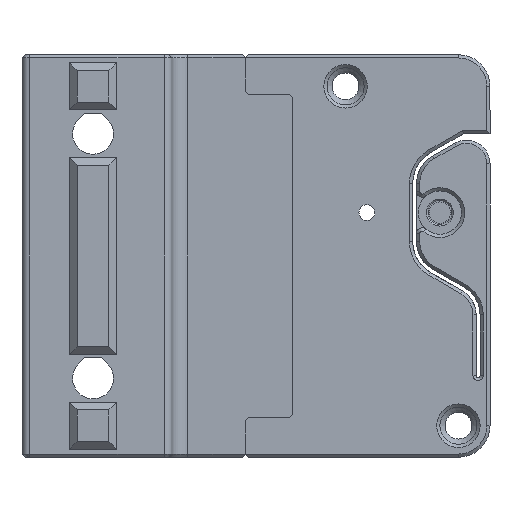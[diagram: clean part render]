
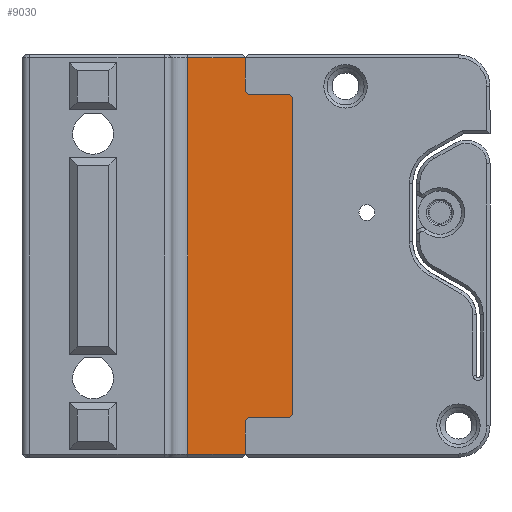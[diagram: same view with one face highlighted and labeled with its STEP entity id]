
A CAD part, front view. The second image highlights one B-rep face of the part: STEP entity #9030.
In plain terms, the highlighted planar face has unit normal (0, -1, 0).
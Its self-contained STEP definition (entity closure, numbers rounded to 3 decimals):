
#447=FACE_OUTER_BOUND('',#974,.T.);
#974=EDGE_LOOP('',(#6377,#6378,#6379,#6380,#6381,#6382,#6383,#6384,#6385,
#6386,#6387,#6388));
#1573=LINE('',#13434,#2533);
#1621=LINE('',#13543,#2581);
#1658=LINE('',#13638,#2618);
#1659=LINE('',#13641,#2619);
#1660=LINE('',#13643,#2620);
#1661=LINE('',#13645,#2621);
#1662=LINE('',#13647,#2622);
#1663=LINE('',#13649,#2623);
#1664=LINE('',#13651,#2624);
#1665=LINE('',#13653,#2625);
#1666=LINE('',#13655,#2626);
#1667=LINE('',#13656,#2627);
#2533=VECTOR('',#10661,10.);
#2581=VECTOR('',#10749,10.);
#2618=VECTOR('',#10858,10.);
#2619=VECTOR('',#10861,10.);
#2620=VECTOR('',#10862,10.);
#2621=VECTOR('',#10863,10.);
#2622=VECTOR('',#10864,10.);
#2623=VECTOR('',#10865,10.);
#2624=VECTOR('',#10866,10.);
#2625=VECTOR('',#10867,10.);
#2626=VECTOR('',#10868,10.);
#2627=VECTOR('',#10869,10.);
#3768=VERTEX_POINT('',#13369);
#3784=VERTEX_POINT('',#13427);
#3825=VERTEX_POINT('',#13541);
#3826=VERTEX_POINT('',#13542);
#3849=VERTEX_POINT('',#13640);
#3850=VERTEX_POINT('',#13642);
#3851=VERTEX_POINT('',#13644);
#3852=VERTEX_POINT('',#13646);
#3853=VERTEX_POINT('',#13648);
#3854=VERTEX_POINT('',#13650);
#3855=VERTEX_POINT('',#13652);
#3856=VERTEX_POINT('',#13654);
#4698=EDGE_CURVE('',#3784,#3768,#1573,.T.);
#4752=EDGE_CURVE('',#3825,#3826,#1621,.T.);
#4801=EDGE_CURVE('',#3826,#3784,#1658,.T.);
#4802=EDGE_CURVE('',#3825,#3849,#1659,.T.);
#4803=EDGE_CURVE('',#3850,#3849,#1660,.T.);
#4804=EDGE_CURVE('',#3850,#3851,#1661,.T.);
#4805=EDGE_CURVE('',#3852,#3851,#1662,.T.);
#4806=EDGE_CURVE('',#3852,#3853,#1663,.T.);
#4807=EDGE_CURVE('',#3854,#3853,#1664,.T.);
#4808=EDGE_CURVE('',#3854,#3855,#1665,.T.);
#4809=EDGE_CURVE('',#3856,#3855,#1666,.T.);
#4810=EDGE_CURVE('',#3856,#3768,#1667,.T.);
#6377=ORIENTED_EDGE('',*,*,#4698,.F.);
#6378=ORIENTED_EDGE('',*,*,#4801,.F.);
#6379=ORIENTED_EDGE('',*,*,#4752,.F.);
#6380=ORIENTED_EDGE('',*,*,#4802,.T.);
#6381=ORIENTED_EDGE('',*,*,#4803,.F.);
#6382=ORIENTED_EDGE('',*,*,#4804,.T.);
#6383=ORIENTED_EDGE('',*,*,#4805,.F.);
#6384=ORIENTED_EDGE('',*,*,#4806,.T.);
#6385=ORIENTED_EDGE('',*,*,#4807,.F.);
#6386=ORIENTED_EDGE('',*,*,#4808,.T.);
#6387=ORIENTED_EDGE('',*,*,#4809,.F.);
#6388=ORIENTED_EDGE('',*,*,#4810,.T.);
#8663=PLANE('',#9633);
#9030=ADVANCED_FACE('',(#447),#8663,.T.);
#9633=AXIS2_PLACEMENT_3D('',#13639,#10859,#10860);
#10661=DIRECTION('',(1.,0.,0.));
#10749=DIRECTION('',(-1.,0.,0.));
#10858=DIRECTION('',(0.,0.,1.));
#10859=DIRECTION('center_axis',(0.,-1.,0.));
#10860=DIRECTION('ref_axis',(1.,0.,0.));
#10861=DIRECTION('',(0.,0.,1.));
#10862=DIRECTION('',(-0.707,0.,-0.707));
#10863=DIRECTION('',(1.,0.,0.));
#10864=DIRECTION('',(-0.707,0.,-0.707));
#10865=DIRECTION('',(0.,0.,1.));
#10866=DIRECTION('',(0.707,0.,-0.707));
#10867=DIRECTION('',(-1.,0.,0.));
#10868=DIRECTION('',(0.707,0.,-0.707));
#10869=DIRECTION('',(0.,0.,1.));
#13369=CARTESIAN_POINT('',(-19.7,-4.,50.6));
#13427=CARTESIAN_POINT('',(-27.,-4.,50.6));
#13434=CARTESIAN_POINT('',(-28.925,-4.,50.6));
#13541=CARTESIAN_POINT('',(-19.7,-4.,0.4));
#13542=CARTESIAN_POINT('',(-27.,-4.,0.4));
#13543=CARTESIAN_POINT('',(-28.925,-4.,0.4));
#13638=CARTESIAN_POINT('',(-27.,-4.,0.));
#13639=CARTESIAN_POINT('Origin',(-27.,-4.,0.));
#13640=CARTESIAN_POINT('',(-19.7,-4.,4.6));
#13641=CARTESIAN_POINT('',(-19.7,-4.,0.));
#13642=CARTESIAN_POINT('',(-19.3,-4.,5.));
#13643=CARTESIAN_POINT('',(-22.575,-4.,1.725));
#13644=CARTESIAN_POINT('',(-14.1,-4.,5.));
#13645=CARTESIAN_POINT('',(-21.85,-4.,5.));
#13646=CARTESIAN_POINT('',(-13.7,-4.,5.4));
#13647=CARTESIAN_POINT('',(-18.475,-4.,0.625));
#13648=CARTESIAN_POINT('',(-13.7,-4.,45.6));
#13649=CARTESIAN_POINT('',(-13.7,-4.,0.));
#13650=CARTESIAN_POINT('',(-14.1,-4.,46.));
#13651=CARTESIAN_POINT('',(-5.725,-4.,37.625));
#13652=CARTESIAN_POINT('',(-19.3,-4.,46.));
#13653=CARTESIAN_POINT('',(-21.85,-4.,46.));
#13654=CARTESIAN_POINT('',(-19.7,-4.,46.4));
#13655=CARTESIAN_POINT('',(-9.825,-4.,36.525));
#13656=CARTESIAN_POINT('',(-19.7,-4.,25.5));
